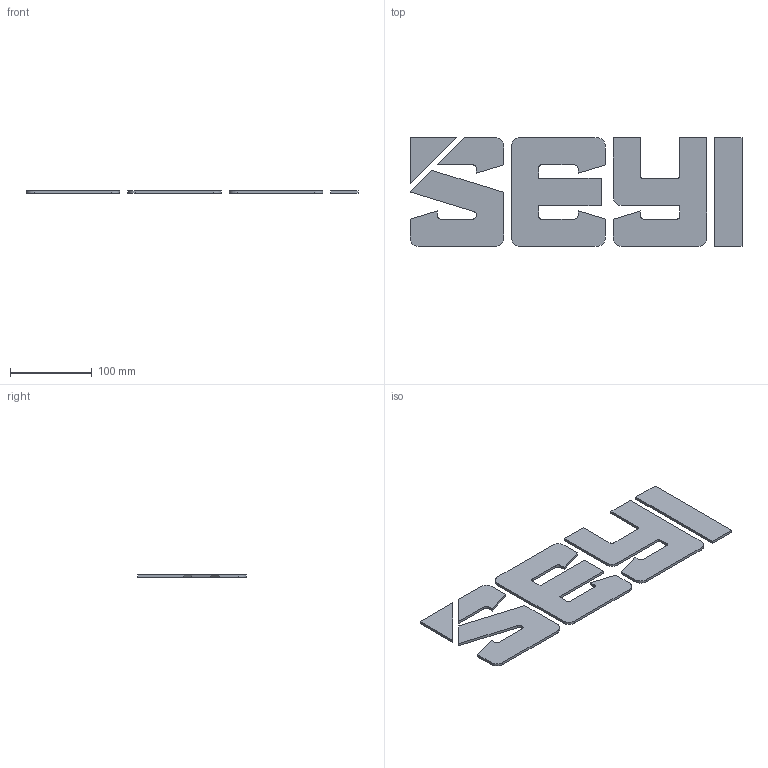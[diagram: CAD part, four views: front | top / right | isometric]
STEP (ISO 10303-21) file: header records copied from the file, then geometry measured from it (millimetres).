
FILE_DESCRIPTION (( 'STEP AP203' ), '1' );
FILE_NAME ('MZD8275-廠商銘牌.STEP', '2023-10-02T08:49:51', ( '' ), ( '' ), 'SwSTEP 2.0', 'SolidWorks 2018', '' );
FILE_SCHEMA (( 'CONFIG_CONTROL_DESIGN' ));
Length unit declared in the file: millimetre
Products named in the file (1): MZD8275-廠商銘牌
Bounding box: 404.98 x 132.24 x 3.19 mm (x, y, z)
Volume: 126542.8 mm3; surface area: 88355.9 mm2
Topology: 6 solids, 6 shells, 85 faces, 219 edges, 146 vertices
Faces by surface type: plane 64, cylinder 21
Entity records: 2642 total; most frequent: CARTESIAN_POINT 451, ORIENTED_EDGE 438, DIRECTION 433, EDGE_CURVE 219, LINE 177, VECTOR 177, VERTEX_POINT 146, AXIS2_PLACEMENT_3D 128
